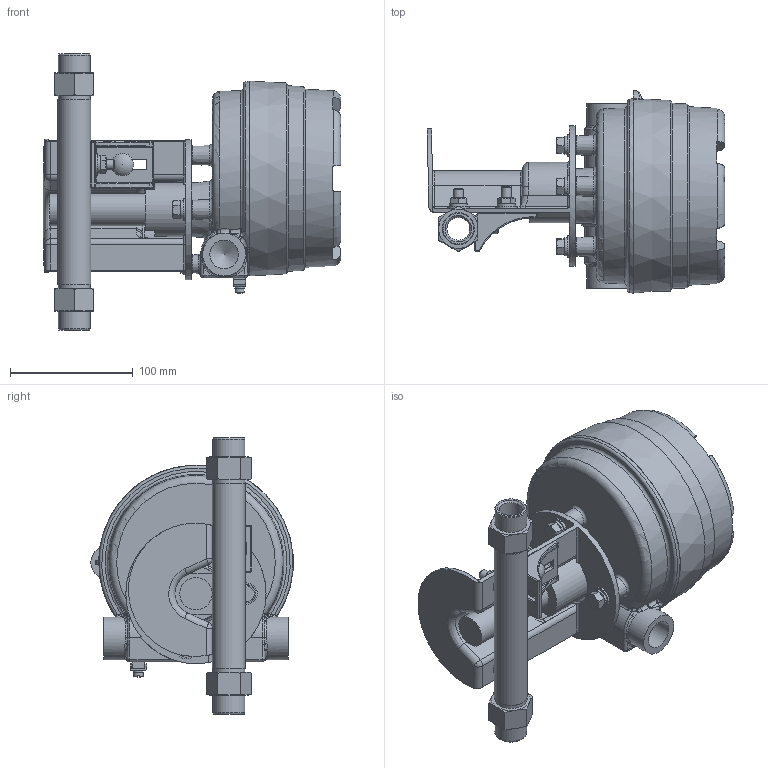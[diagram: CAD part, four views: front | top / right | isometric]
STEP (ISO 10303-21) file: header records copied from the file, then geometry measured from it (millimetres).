
FILE_DESCRIPTION(/* description */ (''),/* implementation_level */ '2;1');
FILE_NAME(/* name */ '',/* time_stamp */ '2015-12-22T16:09:21+01:00',/* author */ (''),/* organization */ (''),/* preprocessor_version */ 'ST-DEVELOPER v14',/* originating_system */ 'SIEMENS PLM Software NX 8.0',/* authorisation */ '');
FILE_SCHEMA (('CONFIG_CONTROL_DESIGN'));
Length unit declared in the file: millimetre
Products named in the file (1): 38xxg_sz8_1_2nptf_x_proof_stp
Bounding box: 242.3 x 164.91 x 225 mm (x, y, z)
Volume: 2570745 mm3; surface area: 340116.6 mm2
Topology: 43 solids, 43 shells, 922 faces, 2099 edges, 1261 vertices
Faces by surface type: plane 346, cylinder 225, cone 153, bspline 107, torus 48, sphere 43
Full cylindrical faces by diameter (mm): 2.184 x2, 2.705 x1, 3.302 x1, 4.775 x1, 5.08 x2, 6 x3, 6.477 x1, 6.858 x4, 6.909 x5, 6.96 x1, 7.137 x1, 7.671 x1, 7.717 x5, 7.9 x3, 8.731 x6, 8.738 x8, 17.475 x8, 18.66 x4, 20 x2, 23.419 x2, 24.5 x4, 24.6 x4, 24.917 x4, 26 x8, 26.34 x1, 27 x2, 27.1 x4, 34.341 x1, 34.925 x2, 43.815 x1
Entity records: 27816 total; most frequent: CARTESIAN_POINT 9235, DIRECTION 3719, ORIENTED_EDGE 3566, EDGE_CURVE 1783, AXIS2_PLACEMENT_3D 1577, EDGE_LOOP 1229, VERTEX_POINT 1204, ADVANCED_FACE 922
